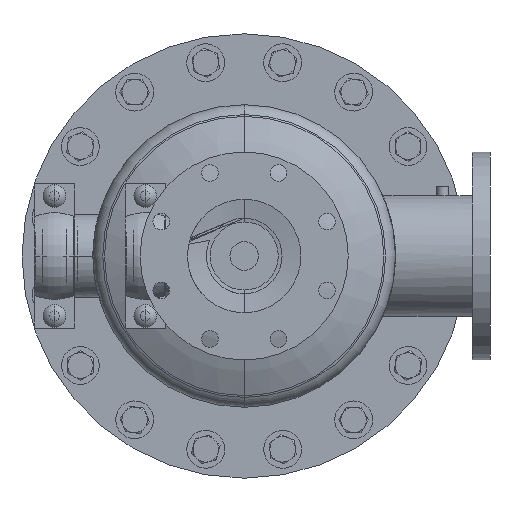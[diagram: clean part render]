
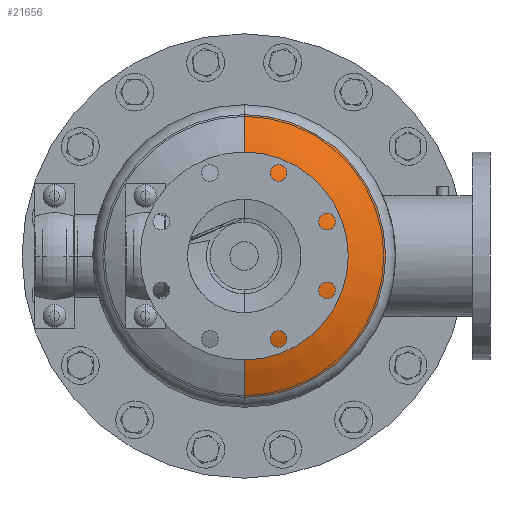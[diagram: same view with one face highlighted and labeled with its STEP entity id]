
A CAD part, front view. The second image highlights one B-rep face of the part: STEP entity #21656.
In plain terms, the highlighted toroidal (fillet/blend) face has major radius 1.884 mm and minor radius 406.4 mm.
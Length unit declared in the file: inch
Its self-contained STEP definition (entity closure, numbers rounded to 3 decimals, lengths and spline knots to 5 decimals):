
#2502 = VERTEX_POINT ( 'NONE', #19177 ) ;
#2632 = CIRCLE ( 'NONE', #9693, 3.19685 ) ;
#3268 = CIRCLE ( 'NONE', #37972, 16. ) ;
#3288 = DIRECTION ( 'NONE',  ( 0., -1., 0. ) ) ;
#4537 = DIRECTION ( 'NONE',  ( 1., 0., 0. ) ) ;
#4685 = ORIENTED_EDGE ( 'NONE', *, *, #12126, .F. ) ;
#5954 = CARTESIAN_POINT ( 'NONE',  ( 0., 24.68944, -0.07416 ) ) ;
#6408 = DIRECTION ( 'NONE',  ( 0., 0., -1. ) ) ;
#6900 = EDGE_CURVE ( 'NONE', #2502, #18595, #2632, .T. ) ;
#8256 = DIRECTION ( 'NONE',  ( 0., 0., -1. ) ) ;
#9693 = AXIS2_PLACEMENT_3D ( 'NONE', #41777, #3288, #38805 ) ;
#11583 = VERTEX_POINT ( 'NONE', #26977 ) ;
#12126 = EDGE_CURVE ( 'NONE', #11583, #2502, #26423, .T. ) ;
#14668 = ORIENTED_EDGE ( 'NONE', *, *, #35560, .T. ) ;
#15417 = CARTESIAN_POINT ( 'NONE',  ( 0., 8.99712, 3.19685 ) ) ;
#15743 = FACE_OUTER_BOUND ( 'NONE', #34244, .T. ) ;
#18060 = AXIS2_PLACEMENT_3D ( 'NONE', #23945, #31802, #35998 ) ;
#18595 = VERTEX_POINT ( 'NONE', #15417 ) ;
#19177 = CARTESIAN_POINT ( 'NONE',  ( 0., 8.99712, -3.19685 ) ) ;
#19818 = DIRECTION ( 'NONE',  ( 0., 0., 1. ) ) ;
#21656 = ADVANCED_FACE ( 'NONE', ( #15743 ), #25151, .T. ) ;
#23678 = DIRECTION ( 'NONE',  ( -1., 0., 0. ) ) ;
#23945 = CARTESIAN_POINT ( 'NONE',  ( 0., 24.68944, 0. ) ) ;
#24273 = CARTESIAN_POINT ( 'NONE',  ( 0., 10.50617, 0. ) ) ;
#25151 = TOROIDAL_SURFACE ( 'NONE', #18060, 0.07416, 16. ) ;
#26423 = CIRCLE ( 'NONE', #26944, 16. ) ;
#26488 = AXIS2_PLACEMENT_3D ( 'NONE', #24273, #45756, #6408 ) ;
#26944 = AXIS2_PLACEMENT_3D ( 'NONE', #5954, #23678, #19818 ) ;
#26977 = CARTESIAN_POINT ( 'NONE',  ( 0., 10.50617, -7.47922 ) ) ;
#29600 = CIRCLE ( 'NONE', #26488, 7.47922 ) ;
#31802 = DIRECTION ( 'NONE',  ( 0., -1., 0. ) ) ;
#32307 = EDGE_CURVE ( 'NONE', #42015, #18595, #3268, .T. ) ;
#34244 = EDGE_LOOP ( 'NONE', ( #14668, #37526, #40864, #4685 ) ) ;
#35560 = EDGE_CURVE ( 'NONE', #11583, #42015, #29600, .T. ) ;
#35998 = DIRECTION ( 'NONE',  ( 0., 0., -1. ) ) ;
#37526 = ORIENTED_EDGE ( 'NONE', *, *, #32307, .T. ) ;
#37972 = AXIS2_PLACEMENT_3D ( 'NONE', #39724, #4537, #8256 ) ;
#38393 = CARTESIAN_POINT ( 'NONE',  ( 0., 10.50617, 7.47922 ) ) ;
#38805 = DIRECTION ( 'NONE',  ( 0., 0., -1. ) ) ;
#39724 = CARTESIAN_POINT ( 'NONE',  ( 0., 24.68944, 0.07416 ) ) ;
#40864 = ORIENTED_EDGE ( 'NONE', *, *, #6900, .F. ) ;
#41777 = CARTESIAN_POINT ( 'NONE',  ( 0., 8.99712, 0. ) ) ;
#42015 = VERTEX_POINT ( 'NONE', #38393 ) ;
#45756 = DIRECTION ( 'NONE',  ( 0., -1., 0. ) ) ;
